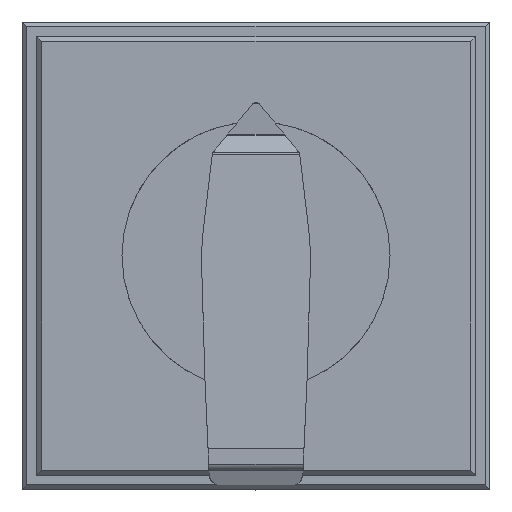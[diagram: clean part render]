
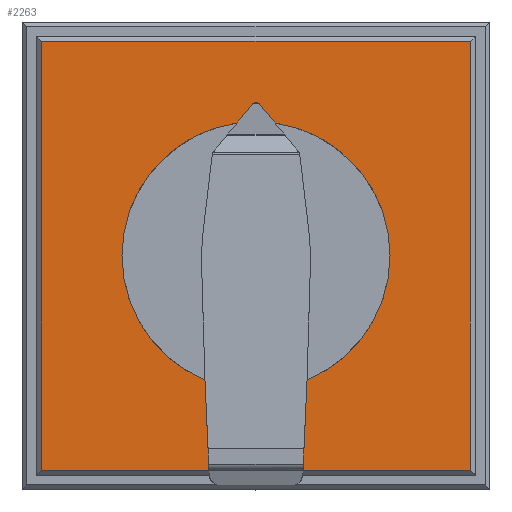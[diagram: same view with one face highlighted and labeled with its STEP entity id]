
A CAD part, top view. The second image highlights one B-rep face of the part: STEP entity #2263.
In plain terms, the highlighted planar face has unit normal (0, 0, 1).
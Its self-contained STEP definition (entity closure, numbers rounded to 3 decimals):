
#2200=CARTESIAN_POINT('',(-22.,-22.,41.3));
#2201=VERTEX_POINT('',#2200);
#2208=CARTESIAN_POINT('',(-22.,22.0,41.3));
#2209=VERTEX_POINT('',#2208);
#2210=CARTESIAN_POINT('',(-22.,-22.,41.3));
#2211=DIRECTION('',(0.0,1.0,0.0));
#2212=VECTOR('',#2211,44.);
#2213=LINE('',#2210,#2212);
#2214=EDGE_CURVE('',#2201,#2209,#2213,.T.);
#2233=CARTESIAN_POINT('',(0.,0.0,41.3));
#2234=DIRECTION('',(0.0,0.0,1.0));
#2235=DIRECTION('',(1.0,0.0,0.0));
#2236=AXIS2_PLACEMENT_3D('',#2233,#2234,#2235);
#2237=PLANE('',#2236);
#2238=ORIENTED_EDGE('',*,*,#2214,.F.);
#2239=CARTESIAN_POINT('',(22.,-22.,41.3));
#2240=VERTEX_POINT('',#2239);
#2241=CARTESIAN_POINT('',(22.,-22.,41.3));
#2242=DIRECTION('',(-1.0,0.0,0.0));
#2243=VECTOR('',#2242,44.);
#2244=LINE('',#2241,#2243);
#2245=EDGE_CURVE('',#2240,#2201,#2244,.T.);
#2246=ORIENTED_EDGE('',*,*,#2245,.F.);
#2247=CARTESIAN_POINT('',(22.,22.0,41.3));
#2248=VERTEX_POINT('',#2247);
#2249=CARTESIAN_POINT('',(22.,22.0,41.3));
#2250=DIRECTION('',(0.0,-1.0,0.0));
#2251=VECTOR('',#2250,44.);
#2252=LINE('',#2249,#2251);
#2253=EDGE_CURVE('',#2248,#2240,#2252,.T.);
#2254=ORIENTED_EDGE('',*,*,#2253,.F.);
#2255=CARTESIAN_POINT('',(-22.,22.0,41.3));
#2256=DIRECTION('',(1.0,0.0,0.0));
#2257=VECTOR('',#2256,44.);
#2258=LINE('',#2255,#2257);
#2259=EDGE_CURVE('',#2209,#2248,#2258,.T.);
#2260=ORIENTED_EDGE('',*,*,#2259,.F.);
#2261=EDGE_LOOP('',(#2238,#2246,#2254,#2260));
#2262=FACE_OUTER_BOUND('',#2261,.T.);
#2263=ADVANCED_FACE('',(#2262),#2237,.T.);
